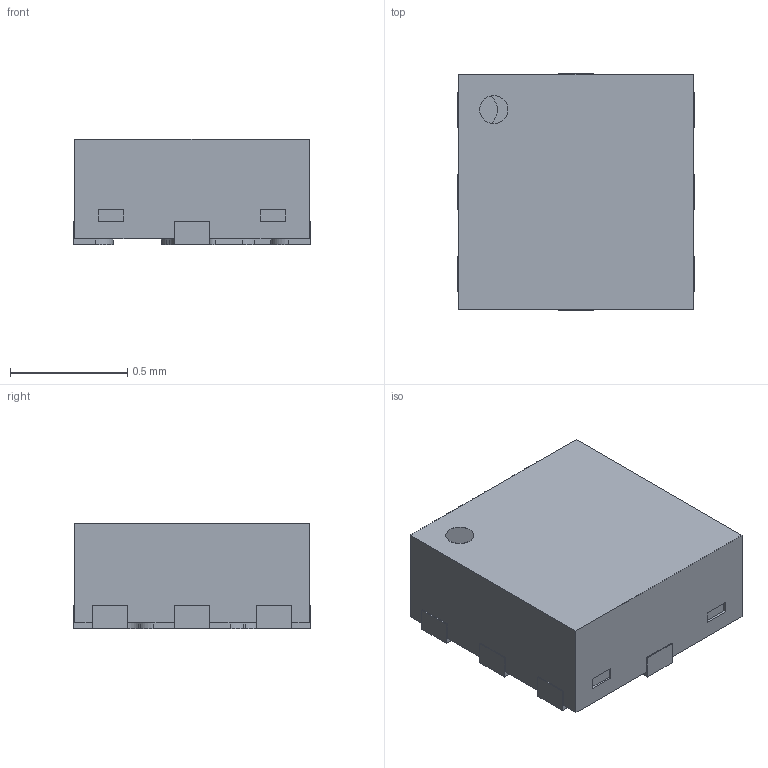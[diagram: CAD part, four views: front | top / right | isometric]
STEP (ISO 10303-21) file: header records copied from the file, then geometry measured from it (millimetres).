
FILE_DESCRIPTION (( 'STEP AP214' ), '1' );
FILE_NAME ('User Library-SKY13351-378LF.STEP', '2018-08-26T17:48:53', ( '' ), ( '' ), 'SwSTEP 2.0', 'SolidWorks 2018', '' );
FILE_SCHEMA (( 'AUTOMOTIVE_DESIGN' ));
Length unit declared in the file: millimetre
Products named in the file (1): User Library-SKY13351-378LF
Bounding box: 1.01 x 1.01 x 0.45 mm (x, y, z)
Surface area: 3.9 mm2 (no closed solid volume)
Topology: 0 solids, 1 shells, 89 faces, 249 edges, 166 vertices
Faces by surface type: plane 71, cylinder 18
Entity records: 3841 total; most frequent: CARTESIAN_POINT 505, ORIENTED_EDGE 496, DIRECTION 465, EDGE_CURVE 249, LINE 213, VECTOR 213, VERTEX_POINT 166, AXIS2_PLACEMENT_3D 126
